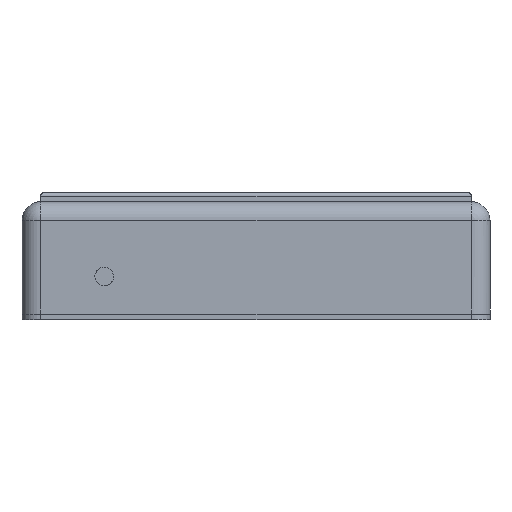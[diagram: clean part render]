
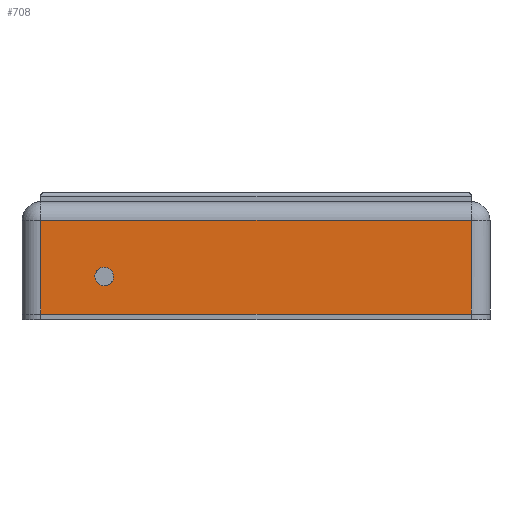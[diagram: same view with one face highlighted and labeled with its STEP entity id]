
A CAD part, left-side view. The second image highlights one B-rep face of the part: STEP entity #708.
In plain terms, the highlighted planar face has unit normal (-1, 0, 0).
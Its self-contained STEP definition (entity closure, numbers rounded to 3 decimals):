
#233=VECTOR('Line Direction',#232,1.) ;
#447=VECTOR('Line Direction',#446,1.) ;
#664=VECTOR('Line Direction',#663,1.) ;
#681=VECTOR('Line Direction',#680,1.) ;
#232=DIRECTION('Vector Direction',(0.,-1.,0.)) ;
#446=DIRECTION('Vector Direction',(0.,0.,1.)) ;
#663=DIRECTION('Vector Direction',(0.,0.,1.)) ;
#675=DIRECTION('Axis2P3D Direction',(-1.,0.,0.)) ;
#676=DIRECTION('Axis2P3D XDirection',(0.,-1.,0.)) ;
#680=DIRECTION('Vector Direction',(0.,-1.,0.)) ;
#691=DIRECTION('Axis2P3D Direction',(-1.,0.,0.)) ;
#700=DIRECTION('Axis2P3D Direction',(-1.,0.,0.)) ;
#228=CARTESIAN_POINT('Vertex',(0.,10.,10.)) ;
#231=CARTESIAN_POINT('Line Origine',(0.,125.,10.)) ;
#235=CARTESIAN_POINT('Vertex',(0.,240.,10.)) ;
#445=CARTESIAN_POINT('Line Origine',(0.,240.,35.)) ;
#449=CARTESIAN_POINT('Vertex',(0.,240.,60.)) ;
#659=CARTESIAN_POINT('Vertex',(0.,10.,60.)) ;
#662=CARTESIAN_POINT('Line Origine',(0.,10.,35.)) ;
#674=CARTESIAN_POINT('Axis2P3D Location',(0.,250.,0.)) ;
#679=CARTESIAN_POINT('Line Origine',(0.,125.,60.)) ;
#690=CARTESIAN_POINT('Axis2P3D Location',(0.,206.079,30.)) ;
#694=CARTESIAN_POINT('Vertex',(0.,201.691,27.603)) ;
#696=CARTESIAN_POINT('Vertex',(0.,210.467,32.397)) ;
#699=CARTESIAN_POINT('Axis2P3D Location',(0.,206.079,30.)) ;
#677=AXIS2_PLACEMENT_3D('Plane Axis2P3D',#674,#675,#676) ;
#692=AXIS2_PLACEMENT_3D('Circle Axis2P3D',#690,#691,$) ;
#701=AXIS2_PLACEMENT_3D('Circle Axis2P3D',#699,#700,$) ;
#707=FACE_BOUND('',#704,.T.) ;
#237=EDGE_CURVE('',#229,#236,#234,.F.) ;
#451=EDGE_CURVE('',#236,#450,#448,.T.) ;
#666=EDGE_CURVE('',#660,#229,#665,.F.) ;
#683=EDGE_CURVE('',#450,#660,#682,.T.) ;
#698=EDGE_CURVE('',#695,#697,#693,.T.) ;
#703=EDGE_CURVE('',#697,#695,#702,.T.) ;
#678=PLANE('',#677) ;
#685=ORIENTED_EDGE('',*,*,#237,.F.) ;
#686=ORIENTED_EDGE('',*,*,#666,.F.) ;
#687=ORIENTED_EDGE('',*,*,#683,.F.) ;
#688=ORIENTED_EDGE('',*,*,#451,.F.) ;
#705=ORIENTED_EDGE('',*,*,#698,.F.) ;
#706=ORIENTED_EDGE('',*,*,#703,.F.) ;
#234=LINE('Line',#231,#233) ;
#448=LINE('Line',#445,#447) ;
#665=LINE('Line',#662,#664) ;
#682=LINE('Line',#679,#681) ;
#708=ADVANCED_FACE('Partie principale.1\\Corps principal',(#689,#707),#678,.T.) ;
#693=CIRCLE('generated circle',#692,5.) ;
#702=CIRCLE('generated circle',#701,5.) ;
#229=VERTEX_POINT('',#228) ;
#236=VERTEX_POINT('',#235) ;
#450=VERTEX_POINT('',#449) ;
#660=VERTEX_POINT('',#659) ;
#695=VERTEX_POINT('',#694) ;
#697=VERTEX_POINT('',#696) ;
#684=EDGE_LOOP('',(#685,#686,#687,#688)) ;
#704=EDGE_LOOP('',(#705,#706)) ;
#689=FACE_OUTER_BOUND('',#684,.T.) ;
